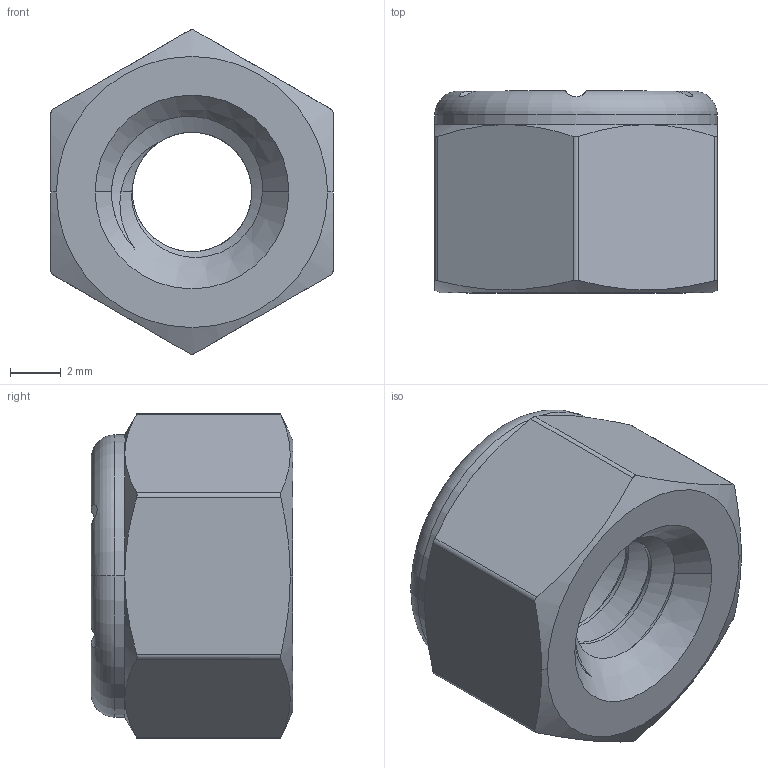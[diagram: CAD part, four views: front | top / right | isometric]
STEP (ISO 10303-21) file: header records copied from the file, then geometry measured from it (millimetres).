
FILE_DESCRIPTION (( 'STEP AP203' ), '1' );
FILE_NAME ('90640A129_Low-Strength Steel Nylon-Insert Locknut_90640A129_sldprt.STEP', '2023-07-18T01:01:01', ( '' ), ( '' ), 'SwSTEP 2.0', 'SolidWorks 2022', '' );
FILE_SCHEMA (( 'CONFIG_CONTROL_DESIGN' ));
Length unit declared in the file: inch
Products named in the file (1): 90640A129_Low-Strength Steel Nylon-Insert Locknut_90640A129_sldprt
Bounding box: 11.11 x 7.94 x 12.76 mm (x, y, z)
Volume: 611.7 mm3; surface area: 757.5 mm2
Topology: 2 solids, 2 shells, 56 faces, 137 edges, 91 vertices
Faces by surface type: cylinder 30, cone 11, plane 10, bspline 3, torus 2
Entity records: 3010 total; most frequent: CARTESIAN_POINT 1751, ORIENTED_EDGE 274, DIRECTION 198, EDGE_CURVE 137, VERTEX_POINT 91, AXIS2_PLACEMENT_3D 82, EDGE_LOOP 66, FACE_OUTER_BOUND 56
